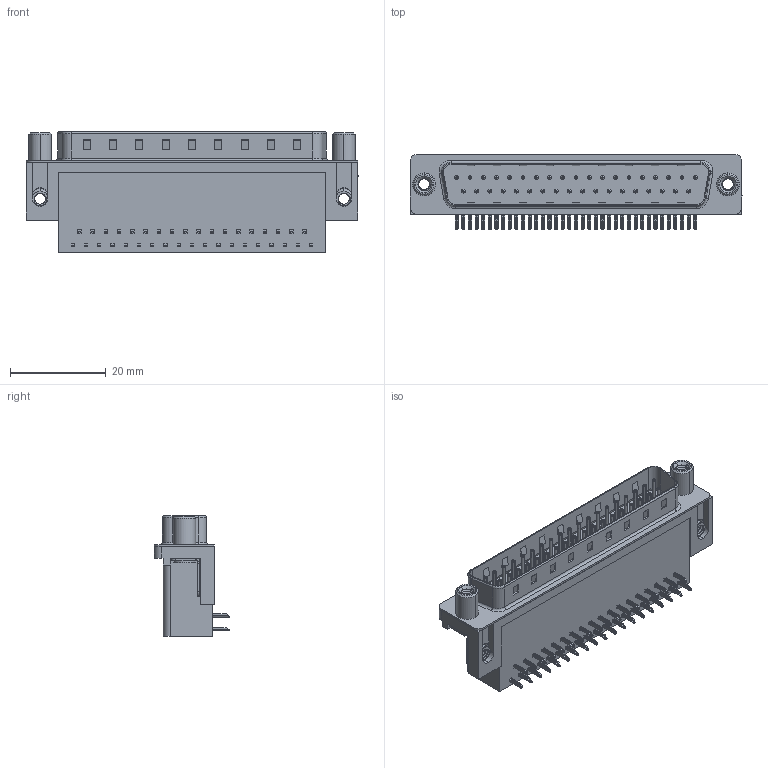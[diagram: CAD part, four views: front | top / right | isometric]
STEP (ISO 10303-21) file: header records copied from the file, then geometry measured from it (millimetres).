
FILE_DESCRIPTION (( 'STEP AP203' ), '1' );
FILE_NAME ('625-037-362-050.STEP', '2018-11-06T05:38:27', ( '' ), ( '' ), 'SwSTEP 2.0', 'SolidWorks 2016', '' );
FILE_SCHEMA (( 'CONFIG_CONTROL_DESIGN' ));
Length unit declared in the file: millimetre
Products named in the file (7): 625 Shell_37 Socket; 625 Contact Bottom; 625 Contact Top; 625 4-40 Threaded Board Mount; 625 Round Threaded Standoff; 625-037-362-050; 625 Housing_37 Socket
Assembly tree (43 placements, depth 2):
  625-037-362-050
    625 Housing_37 Socket
    625 Shell_37 Socket
    625 Contact Bottom  x18
    625 Contact Top  x19
    625 4-40 Threaded Board Mount  x2
    625 Round Threaded Standoff  x2
Bounding box: 69.4 x 15.73 x 25.16 mm (x, y, z)
Volume: 12702.1 mm3; surface area: 12032.7 mm2
Topology: 43 solids, 43 shells, 3227 faces, 7995 edges, 4935 vertices
Faces by surface type: plane 2007, cylinder 937, torus 249, bspline 22, cone 12
Entity records: 28871 total; most frequent: CARTESIAN_POINT 7557, DIRECTION 4077, ORIENTED_EDGE 3994, EDGE_CURVE 1997, LINE 1413, VECTOR 1413, AXIS2_PLACEMENT_3D 1332, VERTEX_POINT 1289
